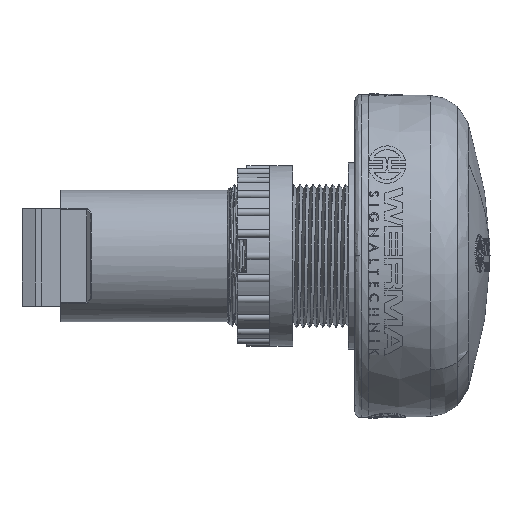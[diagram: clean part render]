
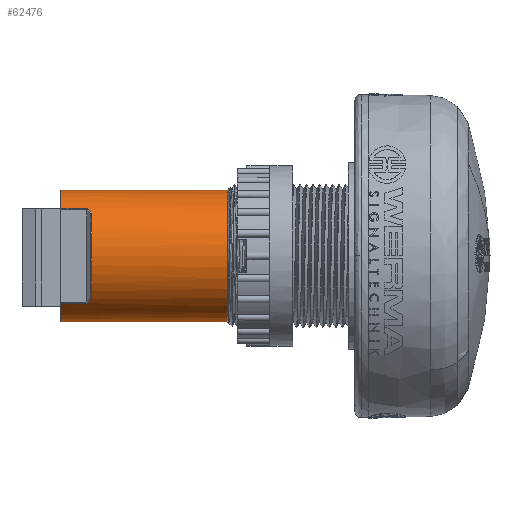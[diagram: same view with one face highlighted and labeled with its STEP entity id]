
A CAD part, top view. The second image highlights one B-rep face of the part: STEP entity #62476.
In plain terms, the highlighted cylindrical face has radius 10.1 mm (diameter 20.2 mm), a partial arc.
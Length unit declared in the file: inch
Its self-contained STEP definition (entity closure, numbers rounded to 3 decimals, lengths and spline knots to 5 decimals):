
#1197 = ORIENTED_EDGE ( 'NONE', *, *, #69567, .T. ) ;
#4791 = EDGE_CURVE ( 'NONE', #69167, #46125, #13819, .T. ) ;
#5260 = DIRECTION ( 'NONE',  ( 1., 0., 0. ) ) ;
#5446 = CARTESIAN_POINT ( 'NONE',  ( -0.92815, 0.39764, 0. ) ) ;
#8147 = EDGE_CURVE ( 'NONE', #61906, #35589, #40865, .T. ) ;
#8414 = DIRECTION ( 'NONE',  ( -1., 0., 0. ) ) ;
#8717 = EDGE_CURVE ( 'NONE', #46125, #61906, #12520, .T. ) ;
#9307 = VECTOR ( 'NONE', #17730, 39.37008 ) ;
#9324 = CARTESIAN_POINT ( 'NONE',  ( -0.74311, 0.25876, 0.30193 ) ) ;
#9940 = CARTESIAN_POINT ( 'NONE',  ( -0.92815, -0.39764, 0. ) ) ;
#10015 = VERTEX_POINT ( 'NONE', #54120 ) ;
#10703 = ORIENTED_EDGE ( 'NONE', *, *, #22743, .T. ) ;
#10799 = CYLINDRICAL_SURFACE ( 'NONE', #35203, 0.39764 ) ;
#10911 = CARTESIAN_POINT ( 'NONE',  ( -0.42618, 0.28515, 0.27714 ) ) ;
#10947 = DIRECTION ( 'NONE',  ( 0., 1., 0. ) ) ;
#11700 = CARTESIAN_POINT ( 'NONE',  ( -0.92815, 0., 0. ) ) ;
#12099 = CARTESIAN_POINT ( 'NONE',  ( -0.7588, -0.27661, 0.28592 ) ) ;
#12520 = CIRCLE ( 'NONE', #26325, 0.39764 ) ;
#13790 = VERTEX_POINT ( 'NONE', #5446 ) ;
#13819 = LINE ( 'NONE', #52627, #52694 ) ;
#14382 = CARTESIAN_POINT ( 'NONE',  ( -0.74311, 0.25876, 0.30193 ) ) ;
#14548 = ORIENTED_EDGE ( 'NONE', *, *, #43337, .T. ) ;
#16129 = B_SPLINE_CURVE_WITH_KNOTS ( 'NONE', 3,
 ( #52772, #29131, #12099, #28680 ),
 .UNSPECIFIED., .F., .F.,
 ( 4, 4 ),
 ( 0., 1. ),
 .UNSPECIFIED. ) ;
#16956 = DIRECTION ( 'NONE',  ( 0., 1., 0. ) ) ;
#17079 = CIRCLE ( 'NONE', #31467, 0.39764 ) ;
#17112 = CARTESIAN_POINT ( 'NONE',  ( -0.92815, 0.28515, 0.27714 ) ) ;
#17730 = DIRECTION ( 'NONE',  ( 1., 0., 0. ) ) ;
#18937 = EDGE_CURVE ( 'NONE', #67087, #59790, #22857, .T. ) ;
#21519 = VECTOR ( 'NONE', #39211, 39.37008 ) ;
#21665 = EDGE_CURVE ( 'NONE', #13790, #43504, #71112, .T. ) ;
#22743 = EDGE_CURVE ( 'NONE', #34834, #67087, #36191, .T. ) ;
#22857 = B_SPLINE_CURVE_WITH_KNOTS ( 'NONE', 3,
 ( #52606, #59227, #64914, #14382 ),
 .UNSPECIFIED., .F., .F.,
 ( 4, 4 ),
 ( 0., 1. ),
 .UNSPECIFIED. ) ;
#25563 = ORIENTED_EDGE ( 'NONE', *, *, #65065, .T. ) ;
#26140 = CIRCLE ( 'NONE', #28450, 0.39764 ) ;
#26325 = AXIS2_PLACEMENT_3D ( 'NONE', #67112, #39528, #45217 ) ;
#27237 = ORIENTED_EDGE ( 'NONE', *, *, #4791, .T. ) ;
#28450 = AXIS2_PLACEMENT_3D ( 'NONE', #61512, #32971, #60769 ) ;
#28680 = CARTESIAN_POINT ( 'NONE',  ( -0.76741, -0.28515, 0.27714 ) ) ;
#28803 = CARTESIAN_POINT ( 'NONE',  ( -0.76741, 0.28515, 0.27714 ) ) ;
#28817 = CARTESIAN_POINT ( 'NONE',  ( -0.74311, 0., 0. ) ) ;
#29131 = CARTESIAN_POINT ( 'NONE',  ( -0.7507, -0.26779, 0.29419 ) ) ;
#31467 = AXIS2_PLACEMENT_3D ( 'NONE', #28817, #5260, #39389 ) ;
#32243 = ORIENTED_EDGE ( 'NONE', *, *, #8717, .T. ) ;
#32971 = DIRECTION ( 'NONE',  ( 1., 0., 0. ) ) ;
#33482 = AXIS2_PLACEMENT_3D ( 'NONE', #59480, #8414, #58538 ) ;
#34834 = VERTEX_POINT ( 'NONE', #17112 ) ;
#35203 = AXIS2_PLACEMENT_3D ( 'NONE', #40122, #44836, #16956 ) ;
#35589 = VERTEX_POINT ( 'NONE', #58137 ) ;
#36191 = LINE ( 'NONE', #10911, #63551 ) ;
#37582 = CIRCLE ( 'NONE', #33482, 0.39764 ) ;
#39211 = DIRECTION ( 'NONE',  ( 1., 0., 0. ) ) ;
#39292 = CARTESIAN_POINT ( 'NONE',  ( -0.92815, -0.28515, 0.27714 ) ) ;
#39389 = DIRECTION ( 'NONE',  ( 0., 1., 0. ) ) ;
#39528 = DIRECTION ( 'NONE',  ( 1., 0., 0. ) ) ;
#40122 = CARTESIAN_POINT ( 'NONE',  ( -0.42618, 0., 0. ) ) ;
#40175 = CARTESIAN_POINT ( 'NONE',  ( -0.42618, -0.39764, 0. ) ) ;
#40724 = VERTEX_POINT ( 'NONE', #63403 ) ;
#40865 = LINE ( 'NONE', #40175, #21519 ) ;
#42529 = ORIENTED_EDGE ( 'NONE', *, *, #21665, .F. ) ;
#43210 = EDGE_LOOP ( 'NONE', ( #32243, #56442, #25563, #42529, #1197, #10703, #47499, #14548, #60168, #72930, #27237 ) ) ;
#43337 = EDGE_CURVE ( 'NONE', #59790, #10015, #26140, .T. ) ;
#43504 = VERTEX_POINT ( 'NONE', #56833 ) ;
#44836 = DIRECTION ( 'NONE',  ( 1., 0., 0. ) ) ;
#45217 = DIRECTION ( 'NONE',  ( 0., 1., 0. ) ) ;
#45840 = CARTESIAN_POINT ( 'NONE',  ( -0.42618, 0.39764, 0. ) ) ;
#46125 = VERTEX_POINT ( 'NONE', #39292 ) ;
#47482 = DIRECTION ( 'NONE',  ( -1., 0., 0. ) ) ;
#47499 = ORIENTED_EDGE ( 'NONE', *, *, #18937, .T. ) ;
#48021 = FACE_OUTER_BOUND ( 'NONE', #43210, .T. ) ;
#51371 = DIRECTION ( 'NONE',  ( 1., 0., 0. ) ) ;
#52236 = CARTESIAN_POINT ( 'NONE',  ( -0.76741, -0.28515, 0.27714 ) ) ;
#52606 = CARTESIAN_POINT ( 'NONE',  ( -0.76741, 0.28515, 0.27714 ) ) ;
#52627 = CARTESIAN_POINT ( 'NONE',  ( -0.42618, -0.28515, 0.27714 ) ) ;
#52694 = VECTOR ( 'NONE', #47482, 39.37008 ) ;
#52772 = CARTESIAN_POINT ( 'NONE',  ( -0.74311, -0.25876, 0.30193 ) ) ;
#54120 = CARTESIAN_POINT ( 'NONE',  ( -0.74311, 0., 0.39764 ) ) ;
#56442 = ORIENTED_EDGE ( 'NONE', *, *, #8147, .T. ) ;
#56833 = CARTESIAN_POINT ( 'NONE',  ( 0.07579, 0.39764, 0. ) ) ;
#58137 = CARTESIAN_POINT ( 'NONE',  ( 0.07579, -0.39764, 0. ) ) ;
#58538 = DIRECTION ( 'NONE',  ( 0., 1., 0. ) ) ;
#59227 = CARTESIAN_POINT ( 'NONE',  ( -0.7588, 0.27661, 0.28592 ) ) ;
#59480 = CARTESIAN_POINT ( 'NONE',  ( 0.07579, 0., 0. ) ) ;
#59790 = VERTEX_POINT ( 'NONE', #9324 ) ;
#60168 = ORIENTED_EDGE ( 'NONE', *, *, #62441, .T. ) ;
#60769 = DIRECTION ( 'NONE',  ( 0., 1., 0. ) ) ;
#61477 = DIRECTION ( 'NONE',  ( 1., 0., 0. ) ) ;
#61512 = CARTESIAN_POINT ( 'NONE',  ( -0.74311, 0., 0. ) ) ;
#61906 = VERTEX_POINT ( 'NONE', #9940 ) ;
#62441 = EDGE_CURVE ( 'NONE', #10015, #40724, #17079, .T. ) ;
#62476 = ADVANCED_FACE ( 'NONE', ( #48021 ), #10799, .T. ) ;
#63403 = CARTESIAN_POINT ( 'NONE',  ( -0.74311, -0.25876, 0.30193 ) ) ;
#63551 = VECTOR ( 'NONE', #61477, 39.37008 ) ;
#64914 = CARTESIAN_POINT ( 'NONE',  ( -0.7507, 0.26779, 0.29419 ) ) ;
#65065 = EDGE_CURVE ( 'NONE', #35589, #43504, #37582, .T. ) ;
#67087 = VERTEX_POINT ( 'NONE', #28803 ) ;
#67112 = CARTESIAN_POINT ( 'NONE',  ( -0.92815, 0., 0. ) ) ;
#69167 = VERTEX_POINT ( 'NONE', #52236 ) ;
#69567 = EDGE_CURVE ( 'NONE', #13790, #34834, #71016, .T. ) ;
#71016 = CIRCLE ( 'NONE', #71035, 0.39764 ) ;
#71035 = AXIS2_PLACEMENT_3D ( 'NONE', #11700, #51371, #10947 ) ;
#71112 = LINE ( 'NONE', #45840, #9307 ) ;
#71290 = EDGE_CURVE ( 'NONE', #40724, #69167, #16129, .T. ) ;
#72930 = ORIENTED_EDGE ( 'NONE', *, *, #71290, .T. ) ;
